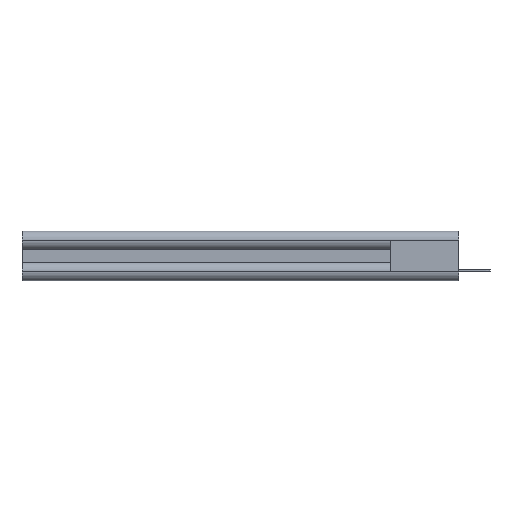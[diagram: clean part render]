
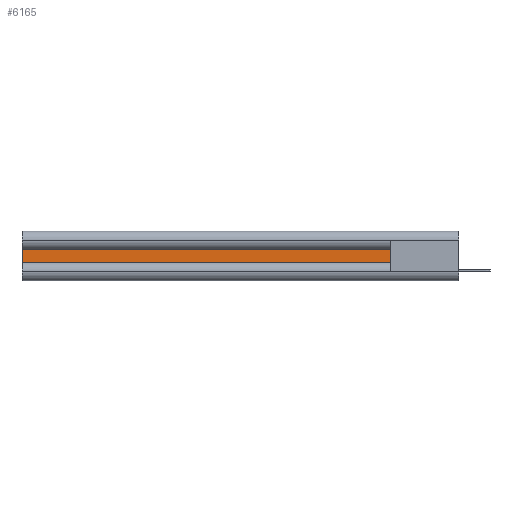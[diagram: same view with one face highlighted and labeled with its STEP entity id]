
A CAD part, left-side view. The second image highlights one B-rep face of the part: STEP entity #6165.
In plain terms, the highlighted planar face has unit normal (-1, 0, 0).
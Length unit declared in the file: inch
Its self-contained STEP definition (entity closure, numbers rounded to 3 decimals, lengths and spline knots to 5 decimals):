
#1533 = CARTESIAN_POINT ( 'NONE',  ( 0.044, 3., -0.0465 ) ) ;
#1722 = CARTESIAN_POINT ( 'NONE',  ( 0.044, 3., -0.0465 ) ) ;
#1793 = EDGE_CURVE ( 'NONE', #2435, #11081, #23022, .T. ) ;
#2435 = VERTEX_POINT ( 'NONE', #15642 ) ;
#3352 = CARTESIAN_POINT ( 'NONE',  ( 0.044, 0.37012, 0.0465 ) ) ;
#3440 = DIRECTION ( 'NONE',  ( 0., 1., 0. ) ) ;
#3802 = PLANE ( 'NONE',  #11526 ) ;
#4635 = DIRECTION ( 'NONE',  ( 1., 0., 0. ) ) ;
#5019 = DIRECTION ( 'NONE',  ( 0., 0., -1. ) ) ;
#5077 = VECTOR ( 'NONE', #18128, 39.37008 ) ;
#5480 = VECTOR ( 'NONE', #3440, 39.37008 ) ;
#6009 = ORIENTED_EDGE ( 'NONE', *, *, #8245, .T. ) ;
#6165 = ADVANCED_FACE ( 'NONE', ( #13658 ), #3802, .F. ) ;
#7056 = VECTOR ( 'NONE', #10068, 39.37008 ) ;
#8245 = EDGE_CURVE ( 'NONE', #11831, #14485, #18813, .T. ) ;
#8355 = ORIENTED_EDGE ( 'NONE', *, *, #16466, .T. ) ;
#8748 = CARTESIAN_POINT ( 'NONE',  ( 0.044, 0.473, 0.0465 ) ) ;
#9331 = EDGE_LOOP ( 'NONE', ( #6009, #8355, #10325, #22059 ) ) ;
#10068 = DIRECTION ( 'NONE',  ( 0., 0., -1. ) ) ;
#10325 = ORIENTED_EDGE ( 'NONE', *, *, #1793, .F. ) ;
#11081 = VERTEX_POINT ( 'NONE', #1533 ) ;
#11526 = AXIS2_PLACEMENT_3D ( 'NONE', #17388, #4635, #5019 ) ;
#11831 = VERTEX_POINT ( 'NONE', #8748 ) ;
#12593 = LINE ( 'NONE', #19020, #7056 ) ;
#13658 = FACE_OUTER_BOUND ( 'NONE', #9331, .T. ) ;
#14485 = VERTEX_POINT ( 'NONE', #14998 ) ;
#14837 = LINE ( 'NONE', #1722, #5077 ) ;
#14998 = CARTESIAN_POINT ( 'NONE',  ( 0.044, 3., 0.0465 ) ) ;
#15074 = DIRECTION ( 'NONE',  ( 0., 1., 0. ) ) ;
#15642 = CARTESIAN_POINT ( 'NONE',  ( 0.044, 0.473, -0.0465 ) ) ;
#16145 = EDGE_CURVE ( 'NONE', #11831, #2435, #12593, .T. ) ;
#16466 = EDGE_CURVE ( 'NONE', #14485, #11081, #14837, .T. ) ;
#17388 = CARTESIAN_POINT ( 'NONE',  ( 0.044, 0.37012, -0.0465 ) ) ;
#18118 = CARTESIAN_POINT ( 'NONE',  ( 0.044, 0.37012, -0.0465 ) ) ;
#18128 = DIRECTION ( 'NONE',  ( 0., 0., -1. ) ) ;
#18813 = LINE ( 'NONE', #3352, #5480 ) ;
#19020 = CARTESIAN_POINT ( 'NONE',  ( 0.044, 0.473, -0.0465 ) ) ;
#19482 = VECTOR ( 'NONE', #15074, 39.37008 ) ;
#22059 = ORIENTED_EDGE ( 'NONE', *, *, #16145, .F. ) ;
#23022 = LINE ( 'NONE', #18118, #19482 ) ;
